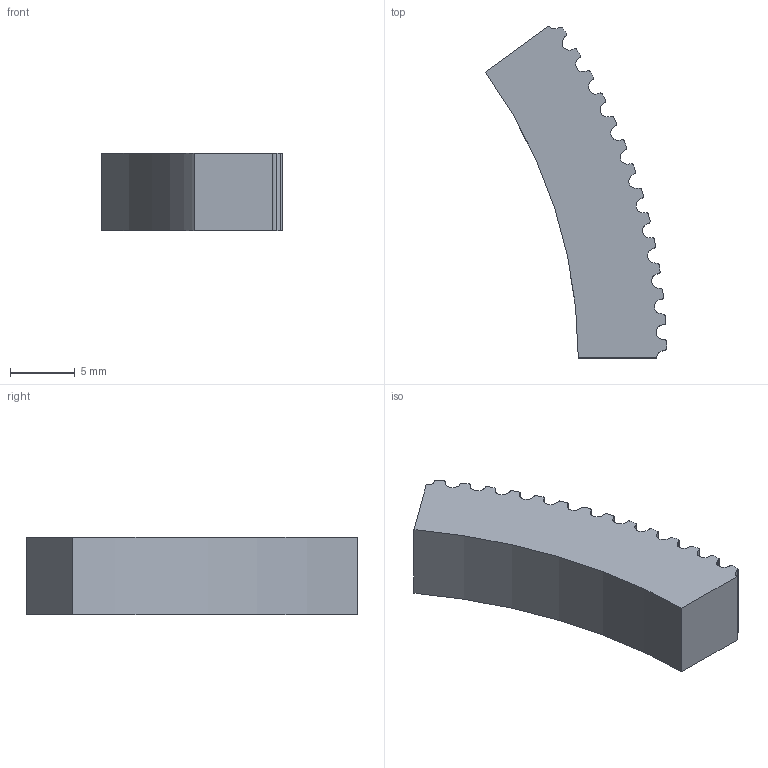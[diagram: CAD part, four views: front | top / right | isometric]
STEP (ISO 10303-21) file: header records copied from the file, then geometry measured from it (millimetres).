
FILE_DESCRIPTION(/* description */ ('Unknown'),/* implementation_level */ '2;1');
FILE_NAME(/* name */ '140_teeth',/* time_stamp */ '2023-04-10T17:41:51+01:00',/* author */ ('Unknown'),/* organization */ ('Unknown'),/* preprocessor_version */ 'ST-DEVELOPER v18.102',/* originating_system */ 'Solid Edge',/* authorisation */ 'Unknown');
FILE_SCHEMA (('AUTOMOTIVE_DESIGN {1 0 10303 214 3 1 1}'));
Length unit declared in the file: millimetre
Products named in the file (1): 140_teeth
Bounding box: 13.97 x 25.6 x 6 mm (x, y, z)
Volume: 989.1 mm3; surface area: 784.1 mm2
Topology: 1 solids, 1 shells, 90 faces, 264 edges, 176 vertices
Faces by surface type: cylinder 86, plane 4
Entity records: 3130 total; most frequent: DIRECTION 618, CARTESIAN_POINT 531, ORIENTED_EDGE 528, EDGE_CURVE 264, AXIS2_PLACEMENT_3D 263, VERTEX_POINT 176, CIRCLE 172, LINE 92
